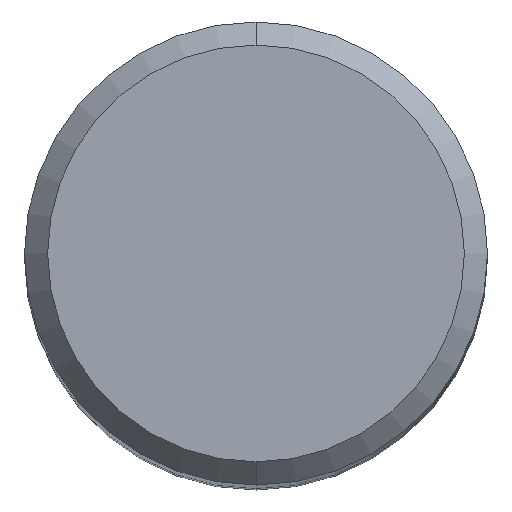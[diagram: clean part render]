
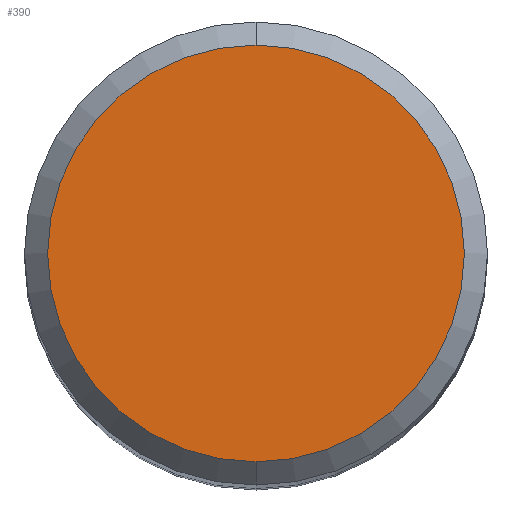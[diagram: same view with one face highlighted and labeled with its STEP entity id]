
A CAD part, top view. The second image highlights one B-rep face of the part: STEP entity #390.
In plain terms, the highlighted planar face has unit normal (0, 0, 1).
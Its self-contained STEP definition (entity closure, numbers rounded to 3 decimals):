
#178=EDGE_CURVE('',#242,#370,#449,.T.);
#242=VERTEX_POINT('',#517);
#298=EDGE_CURVE('',#370,#242,#577,.T.);
#370=VERTEX_POINT('',#655);
#390=ADVANCED_FACE('',(#678),#679,.T.);
#449=CIRCLE('',#750,5.4);
#517=CARTESIAN_POINT('',(0.,-5.4,0.0));
#577=CIRCLE('',#1071,5.4);
#655=CARTESIAN_POINT('',(0.0,5.4,0.0));
#678=FACE_OUTER_BOUND('',#1314,.T.);
#679=PLANE('',#1315);
#750=AXIS2_PLACEMENT_3D('',#1382,#1383,#1384);
#1071=AXIS2_PLACEMENT_3D('',#1506,#1507,#1508);
#1314=EDGE_LOOP('',(#1617,#1618));
#1315=AXIS2_PLACEMENT_3D('',#1619,#1620,#1621);
#1382=CARTESIAN_POINT('',(0.0,0.0,0.0));
#1383=DIRECTION('',(0.0,0.0,-1.0));
#1384=DIRECTION('',(0.0,1.0,0.0));
#1506=CARTESIAN_POINT('',(0.0,0.0,0.0));
#1507=DIRECTION('',(0.0,0.0,-1.0));
#1508=DIRECTION('',(0.0,1.0,0.0));
#1617=ORIENTED_EDGE('',*,*,#298,.F.);
#1618=ORIENTED_EDGE('',*,*,#178,.F.);
#1619=CARTESIAN_POINT('',(0.0,2.7,0.0));
#1620=DIRECTION('',(-0.0,0.0,1.0));
#1621=DIRECTION('',(0.0,-1.0,0.0));
